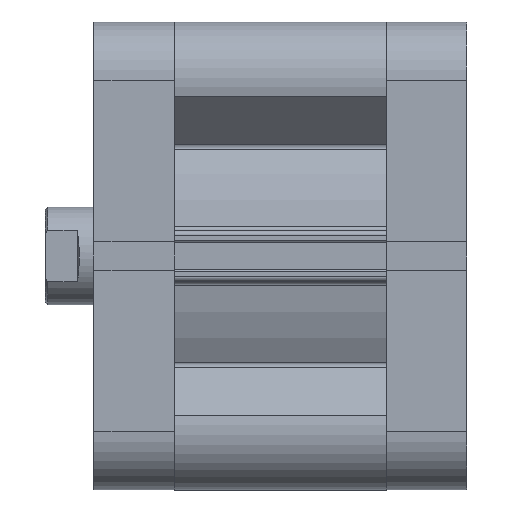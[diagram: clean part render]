
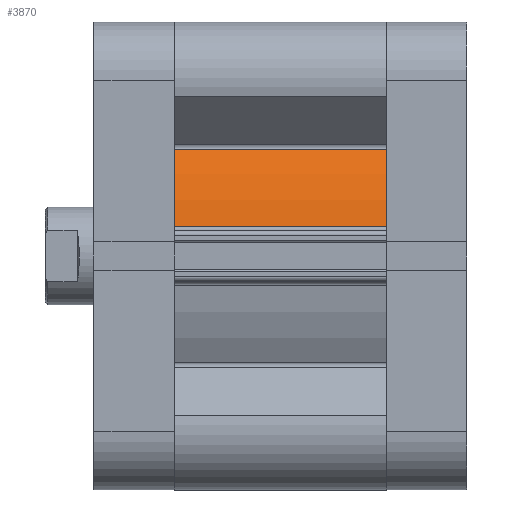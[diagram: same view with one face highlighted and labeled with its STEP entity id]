
A CAD part, front view. The second image highlights one B-rep face of the part: STEP entity #3870.
In plain terms, the highlighted cylindrical face has radius 43.5 mm (diameter 87 mm), a partial arc.
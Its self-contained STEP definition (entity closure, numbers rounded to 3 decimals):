
#1308 = CIRCLE ( 'NONE', #9879, 43.5 ) ;
#1357 = LINE ( 'NONE', #2333, #1368 ) ;
#1368 = VECTOR ( 'NONE', #2334, 1000. ) ;
#2333 = CARTESIAN_POINT ( 'NONE',  ( 21.765, -37.663, 43.5 ) ) ;
#2334 = DIRECTION ( 'NONE',  ( 0., 0., 1. ) ) ;
#3470 = CARTESIAN_POINT ( 'NONE',  ( 6.11, -43.069, 0. ) ) ;
#3489 = CARTESIAN_POINT ( 'NONE',  ( 21.765, -37.663, 0. ) ) ;
#3513 = CARTESIAN_POINT ( 'NONE',  ( 6.11, -43.069, 43.5 ) ) ;
#3517 = CARTESIAN_POINT ( 'NONE',  ( 21.765, -37.663, 43.5 ) ) ;
#3870 = ADVANCED_FACE ( 'NONE', ( #8655 ), #8658, .T. ) ;
#4631 = EDGE_CURVE ( 'NONE', #5669, #5689, #9039, .T. ) ;
#4660 = EDGE_CURVE ( 'NONE', #5713, #5669, #9081, .T. ) ;
#4958 = EDGE_CURVE ( 'NONE', #5713, #5717, #1308, .T. ) ;
#5003 = EDGE_CURVE ( 'NONE', #5689, #5717, #1357, .T. ) ;
#5669 = VERTEX_POINT ( 'NONE', #3470 ) ;
#5689 = VERTEX_POINT ( 'NONE', #3489 ) ;
#5713 = VERTEX_POINT ( 'NONE', #3513 ) ;
#5717 = VERTEX_POINT ( 'NONE', #3517 ) ;
#6401 = EDGE_LOOP ( 'NONE', ( #6778, #6777, #6776, #6775 ) ) ;
#6775 = ORIENTED_EDGE ( 'NONE', *, *, #4660, .T. ) ;
#6776 = ORIENTED_EDGE ( 'NONE', *, *, #4958, .F. ) ;
#6777 = ORIENTED_EDGE ( 'NONE', *, *, #5003, .T. ) ;
#6778 = ORIENTED_EDGE ( 'NONE', *, *, #4631, .T. ) ;
#7900 = DIRECTION ( 'NONE',  ( -1., 0., 0. ) ) ;
#7901 = DIRECTION ( 'NONE',  ( 0., 0., -1. ) ) ;
#7902 = CARTESIAN_POINT ( 'NONE',  ( 0., 0., 43.5 ) ) ;
#8655 = FACE_OUTER_BOUND ( 'NONE', #6401, .T. ) ;
#8658 = CYLINDRICAL_SURFACE ( 'NONE', #9582, 43.5 ) ;
#9039 = CIRCLE ( 'NONE', #9772, 43.5 ) ;
#9079 = VECTOR ( 'NONE', #10551, 1000. ) ;
#9081 = LINE ( 'NONE', #10544, #9079 ) ;
#9582 = AXIS2_PLACEMENT_3D ( 'NONE', #7902, #7901, #7900 ) ;
#9772 = AXIS2_PLACEMENT_3D ( 'NONE', #10476, #10477, #10478 ) ;
#9879 = AXIS2_PLACEMENT_3D ( 'NONE', #11240, #11247, #11248 ) ;
#10476 = CARTESIAN_POINT ( 'NONE',  ( 0., 0., 0. ) ) ;
#10477 = DIRECTION ( 'NONE',  ( 0., 0., 1. ) ) ;
#10478 = DIRECTION ( 'NONE',  ( 1., 0., 0. ) ) ;
#10544 = CARTESIAN_POINT ( 'NONE',  ( 6.11, -43.069, 43.5 ) ) ;
#10551 = DIRECTION ( 'NONE',  ( 0., 0., -1. ) ) ;
#11240 = CARTESIAN_POINT ( 'NONE',  ( 0., 0., 43.5 ) ) ;
#11247 = DIRECTION ( 'NONE',  ( 0., 0., 1. ) ) ;
#11248 = DIRECTION ( 'NONE',  ( 1., 0., 0. ) ) ;
